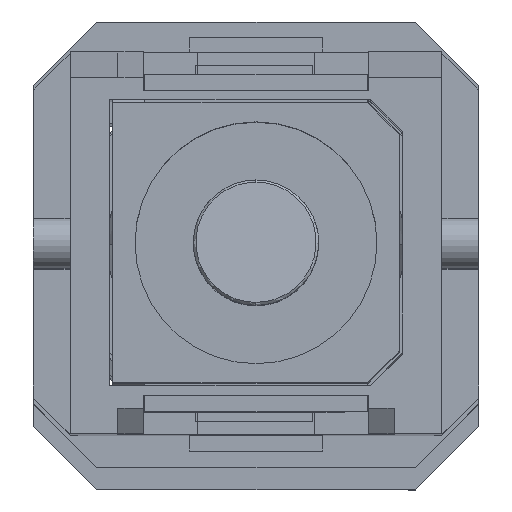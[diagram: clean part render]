
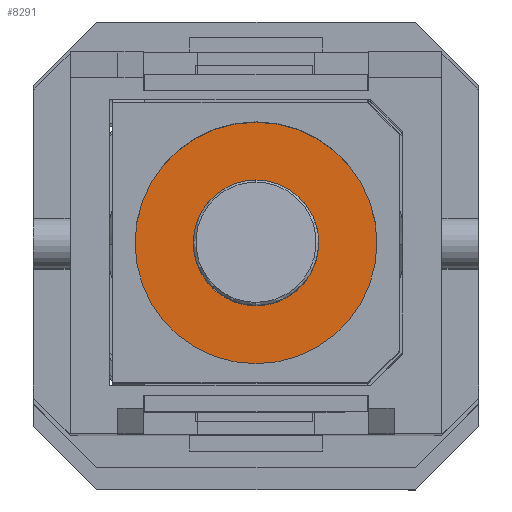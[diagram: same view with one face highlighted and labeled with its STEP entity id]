
A CAD part, top view. The second image highlights one B-rep face of the part: STEP entity #8291.
In plain terms, the highlighted face is planar.
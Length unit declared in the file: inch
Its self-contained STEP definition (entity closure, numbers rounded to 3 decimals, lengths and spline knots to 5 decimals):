
#119 = FACE_BOUND ( 'NONE', #7008, .T. ) ;
#455 = VERTEX_POINT ( 'NONE', #8376 ) ;
#898 = DIRECTION ( 'NONE',  ( 0., -1., 0. ) ) ;
#1011 = EDGE_LOOP ( 'NONE', ( #10286, #3335 ) ) ;
#1303 = AXIS2_PLACEMENT_3D ( 'NONE', #9087, #3713, #9249 ) ;
#1311 = AXIS2_PLACEMENT_3D ( 'NONE', #8491, #7021, #9375 ) ;
#1312 = CIRCLE ( 'NONE', #6965, 0.095 ) ;
#1561 = DIRECTION ( 'NONE',  ( 0., 0., -1. ) ) ;
#1578 = CARTESIAN_POINT ( 'NONE',  ( 0., 0.121, 0. ) ) ;
#1769 = PLANE ( 'NONE',  #4315 ) ;
#2143 = DIRECTION ( 'NONE',  ( 0., 1., 0. ) ) ;
#2452 = CARTESIAN_POINT ( 'NONE',  ( 0., 0.121, 0.095 ) ) ;
#2497 = EDGE_CURVE ( 'NONE', #2907, #455, #8063, .T. ) ;
#2907 = VERTEX_POINT ( 'NONE', #5978 ) ;
#3080 = AXIS2_PLACEMENT_3D ( 'NONE', #1578, #5438, #7149 ) ;
#3300 = VERTEX_POINT ( 'NONE', #9095 ) ;
#3335 = ORIENTED_EDGE ( 'NONE', *, *, #6638, .T. ) ;
#3713 = DIRECTION ( 'NONE',  ( 0., 1., 0. ) ) ;
#4120 = ORIENTED_EDGE ( 'NONE', *, *, #8562, .F. ) ;
#4131 = CIRCLE ( 'NONE', #1311, 0.04925 ) ;
#4315 = AXIS2_PLACEMENT_3D ( 'NONE', #4933, #898, #8124 ) ;
#4933 = CARTESIAN_POINT ( 'NONE',  ( -0.11, 0.121, 0.0875 ) ) ;
#5111 = CIRCLE ( 'NONE', #1303, 0.095 ) ;
#5438 = DIRECTION ( 'NONE',  ( 0., 1., 0. ) ) ;
#5978 = CARTESIAN_POINT ( 'NONE',  ( 0., 0.121, -0.04925 ) ) ;
#6101 = EDGE_CURVE ( 'NONE', #9688, #3300, #5111, .T. ) ;
#6638 = EDGE_CURVE ( 'NONE', #3300, #9688, #1312, .T. ) ;
#6965 = AXIS2_PLACEMENT_3D ( 'NONE', #10253, #2143, #1561 ) ;
#7008 = EDGE_LOOP ( 'NONE', ( #9490, #4120 ) ) ;
#7021 = DIRECTION ( 'NONE',  ( 0., 1., 0. ) ) ;
#7149 = DIRECTION ( 'NONE',  ( 0., 0., -1. ) ) ;
#8063 = CIRCLE ( 'NONE', #3080, 0.04925 ) ;
#8124 = DIRECTION ( 'NONE',  ( 0., 0., -1. ) ) ;
#8291 = ADVANCED_FACE ( 'NONE', ( #8815, #119 ), #1769, .F. ) ;
#8376 = CARTESIAN_POINT ( 'NONE',  ( 0., 0.121, 0.04925 ) ) ;
#8491 = CARTESIAN_POINT ( 'NONE',  ( 0., 0.121, 0. ) ) ;
#8562 = EDGE_CURVE ( 'NONE', #455, #2907, #4131, .T. ) ;
#8815 = FACE_OUTER_BOUND ( 'NONE', #1011, .T. ) ;
#9087 = CARTESIAN_POINT ( 'NONE',  ( 0., 0.121, 0. ) ) ;
#9095 = CARTESIAN_POINT ( 'NONE',  ( 0., 0.121, -0.095 ) ) ;
#9249 = DIRECTION ( 'NONE',  ( 0., 0., -1. ) ) ;
#9375 = DIRECTION ( 'NONE',  ( 0., 0., -1. ) ) ;
#9490 = ORIENTED_EDGE ( 'NONE', *, *, #2497, .F. ) ;
#9688 = VERTEX_POINT ( 'NONE', #2452 ) ;
#10253 = CARTESIAN_POINT ( 'NONE',  ( 0., 0.121, 0. ) ) ;
#10286 = ORIENTED_EDGE ( 'NONE', *, *, #6101, .T. ) ;
